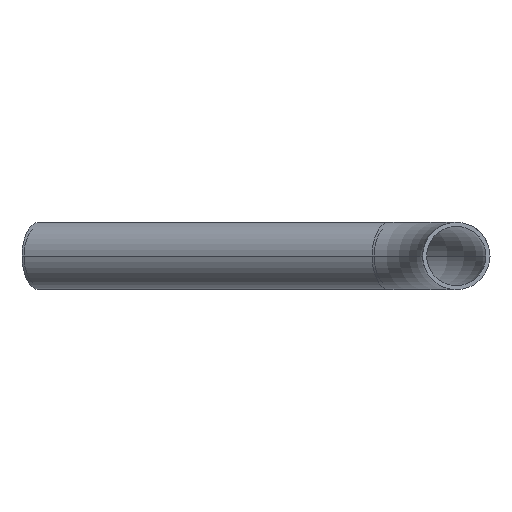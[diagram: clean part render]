
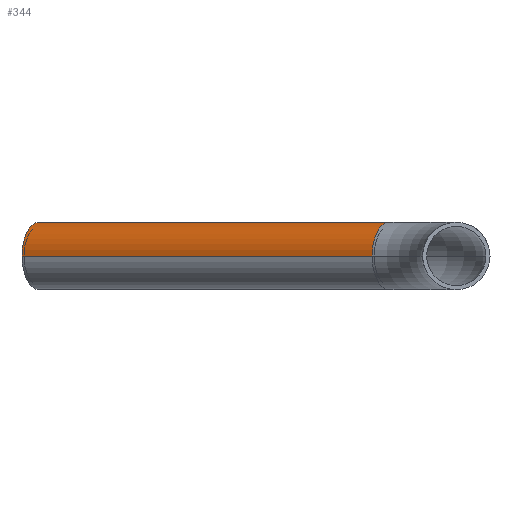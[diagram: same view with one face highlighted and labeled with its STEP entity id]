
A CAD part, left-side view. The second image highlights one B-rep face of the part: STEP entity #344.
In plain terms, the highlighted cylindrical face has radius 12.5 mm (diameter 25 mm), a partial arc.
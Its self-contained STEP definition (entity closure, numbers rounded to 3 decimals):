
#1 = DIRECTION ( 'NONE',  ( 0., 0., -1. ) ) ;
#59 = CARTESIAN_POINT ( 'NONE',  ( 928.608, 161.154, 0. ) ) ;
#61 = CARTESIAN_POINT ( 'NONE',  ( 853.608, 31.25, 0. ) ) ;
#62 = CARTESIAN_POINT ( 'NONE',  ( 950.259, 148.654, 0. ) ) ;
#65 = CARTESIAN_POINT ( 'NONE',  ( 875.259, 18.75, 0. ) ) ;
#122 = ORIENTED_EDGE ( 'NONE', *, *, #430, .T. ) ;
#128 = ORIENTED_EDGE ( 'NONE', *, *, #445, .T. ) ;
#129 = ORIENTED_EDGE ( 'NONE', *, *, #449, .F. ) ;
#135 = ORIENTED_EDGE ( 'NONE', *, *, #444, .F. ) ;
#227 = EDGE_LOOP ( 'NONE', ( #122, #128, #129, #135 ) ) ;
#241 = FACE_OUTER_BOUND ( 'NONE', #227, .T. ) ;
#270 = CYLINDRICAL_SURFACE ( 'NONE', #484, 12.5 ) ;
#286 = CIRCLE ( 'NONE', #499, 12.5 ) ;
#298 = VECTOR ( 'NONE', #384, 1000. ) ;
#299 = VECTOR ( 'NONE', #580, 1000. ) ;
#303 = LINE ( 'NONE', #385, #298 ) ;
#304 = LINE ( 'NONE', #579, #299 ) ;
#306 = CIRCLE ( 'NONE', #503, 12.5 ) ;
#344 = ADVANCED_FACE ( 'NONE', ( #241 ), #270, .T. ) ;
#384 = DIRECTION ( 'NONE',  ( 0.5, 0.866, 0. ) ) ;
#385 = CARTESIAN_POINT ( 'NONE',  ( 875.259, 18.75, 0. ) ) ;
#430 = EDGE_CURVE ( 'NONE', #627, #632, #286, .T. ) ;
#444 = EDGE_CURVE ( 'NONE', #627, #625, #304, .T. ) ;
#445 = EDGE_CURVE ( 'NONE', #632, #628, #303, .T. ) ;
#449 = EDGE_CURVE ( 'NONE', #625, #628, #306, .T. ) ;
#484 = AXIS2_PLACEMENT_3D ( 'NONE', #704, #705, #706 ) ;
#499 = AXIS2_PLACEMENT_3D ( 'NONE', #724, #725, #726 ) ;
#503 = AXIS2_PLACEMENT_3D ( 'NONE', #565, #567, #1 ) ;
#565 = CARTESIAN_POINT ( 'NONE',  ( 939.434, 154.904, 0. ) ) ;
#567 = DIRECTION ( 'NONE',  ( 0.5, 0.866, 0. ) ) ;
#579 = CARTESIAN_POINT ( 'NONE',  ( 853.608, 31.25, 0. ) ) ;
#580 = DIRECTION ( 'NONE',  ( 0.5, 0.866, 0. ) ) ;
#625 = VERTEX_POINT ( 'NONE', #59 ) ;
#627 = VERTEX_POINT ( 'NONE', #61 ) ;
#628 = VERTEX_POINT ( 'NONE', #62 ) ;
#632 = VERTEX_POINT ( 'NONE', #65 ) ;
#704 = CARTESIAN_POINT ( 'NONE',  ( 864.434, 25., 0. ) ) ;
#705 = DIRECTION ( 'NONE',  ( 0.5, 0.866, 0. ) ) ;
#706 = DIRECTION ( 'NONE',  ( -0.866, 0.5, 0. ) ) ;
#724 = CARTESIAN_POINT ( 'NONE',  ( 864.434, 25., 0. ) ) ;
#725 = DIRECTION ( 'NONE',  ( 0.5, 0.866, 0. ) ) ;
#726 = DIRECTION ( 'NONE',  ( 0., 0., -1. ) ) ;
